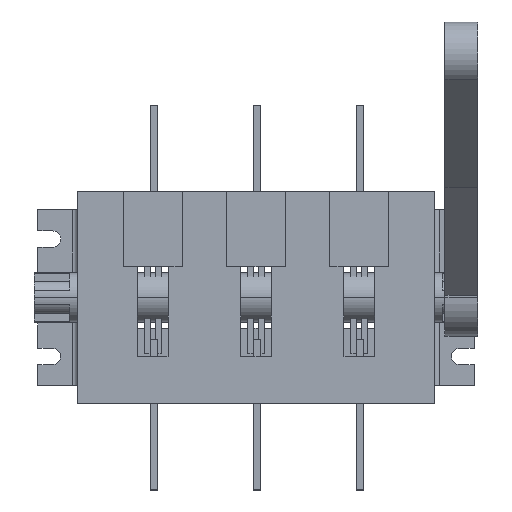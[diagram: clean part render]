
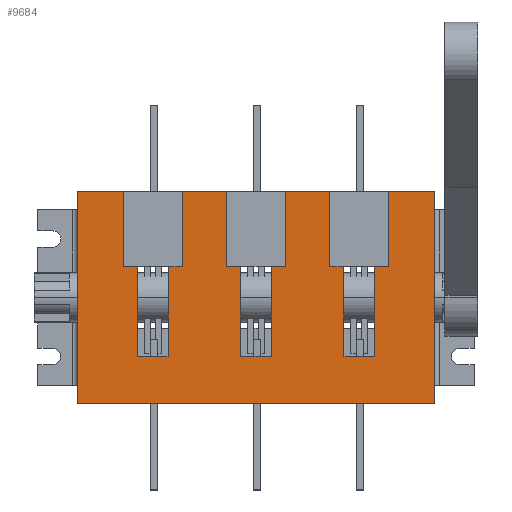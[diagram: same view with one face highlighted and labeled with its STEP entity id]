
A CAD part, top view. The second image highlights one B-rep face of the part: STEP entity #9684.
In plain terms, the highlighted planar face has unit normal (0, 0, 1).
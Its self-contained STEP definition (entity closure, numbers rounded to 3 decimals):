
#17 = VERTEX_POINT ( 'NONE', #5263 ) ;
#90 = DIRECTION ( 'NONE',  ( 0., 1., 0. ) ) ;
#140 = EDGE_CURVE ( 'NONE', #9390, #17, #2094, .T. ) ;
#268 = EDGE_CURVE ( 'NONE', #8375, #9390, #4273, .T. ) ;
#349 = LINE ( 'NONE', #2251, #3497 ) ;
#418 = EDGE_LOOP ( 'NONE', ( #5647, #2415, #3754, #5837 ) ) ;
#556 = CARTESIAN_POINT ( 'NONE',  ( 50.5, -20., 0. ) ) ;
#567 = VECTOR ( 'NONE', #2820, 1000. ) ;
#669 = EDGE_CURVE ( 'NONE', #17, #3195, #5078, .T. ) ;
#963 = EDGE_CURVE ( 'NONE', #4046, #1130, #5413, .T. ) ;
#1054 = VECTOR ( 'NONE', #9674, 1000. ) ;
#1113 = EDGE_CURVE ( 'NONE', #1130, #1508, #8530, .T. ) ;
#1121 = CARTESIAN_POINT ( 'NONE',  ( -6.5, -70., 0. ) ) ;
#1130 = VERTEX_POINT ( 'NONE', #7876 ) ;
#1144 = CARTESIAN_POINT ( 'NONE',  ( -50.5, -70., 0. ) ) ;
#1226 = CARTESIAN_POINT ( 'NONE',  ( 37.5, -20., 0. ) ) ;
#1269 = ORIENTED_EDGE ( 'NONE', *, *, #1385, .F. ) ;
#1385 = EDGE_CURVE ( 'NONE', #8010, #4355, #1658, .T. ) ;
#1508 = VERTEX_POINT ( 'NONE', #9802 ) ;
#1658 = LINE ( 'NONE', #1226, #567 ) ;
#1676 = DIRECTION ( 'NONE',  ( 1., 0., 0. ) ) ;
#1677 = CARTESIAN_POINT ( 'NONE',  ( -37.5, -70., 0. ) ) ;
#1706 = VERTEX_POINT ( 'NONE', #7350 ) ;
#1977 = DIRECTION ( 'NONE',  ( 1., 0., 0. ) ) ;
#2094 = LINE ( 'NONE', #7802, #6089 ) ;
#2198 = EDGE_CURVE ( 'NONE', #4355, #9731, #9963, .T. ) ;
#2199 = VECTOR ( 'NONE', #3349, 1000. ) ;
#2207 = EDGE_CURVE ( 'NONE', #6278, #4046, #3269, .T. ) ;
#2251 = CARTESIAN_POINT ( 'NONE',  ( -6.5, -70., 0. ) ) ;
#2378 = VECTOR ( 'NONE', #90, 1000. ) ;
#2415 = ORIENTED_EDGE ( 'NONE', *, *, #3643, .F. ) ;
#2473 = CARTESIAN_POINT ( 'NONE',  ( 6.5, -20., 0. ) ) ;
#2533 = CARTESIAN_POINT ( 'NONE',  ( -76., -90., 0. ) ) ;
#2547 = CARTESIAN_POINT ( 'NONE',  ( -50.5, -20., 0. ) ) ;
#2551 = ORIENTED_EDGE ( 'NONE', *, *, #2198, .F. ) ;
#2609 = LINE ( 'NONE', #2533, #6931 ) ;
#2688 = FACE_BOUND ( 'NONE', #3846, .T. ) ;
#2773 = ORIENTED_EDGE ( 'NONE', *, *, #268, .T. ) ;
#2820 = DIRECTION ( 'NONE',  ( -1., 0., 0. ) ) ;
#3044 = VECTOR ( 'NONE', #4836, 1000. ) ;
#3184 = EDGE_LOOP ( 'NONE', ( #2551, #1269, #8743, #5662 ) ) ;
#3195 = VERTEX_POINT ( 'NONE', #3456 ) ;
#3269 = LINE ( 'NONE', #6423, #3859 ) ;
#3305 = CARTESIAN_POINT ( 'NONE',  ( 37.5, -20., 0. ) ) ;
#3342 = LINE ( 'NONE', #8207, #6929 ) ;
#3349 = DIRECTION ( 'NONE',  ( 0., 1., 0. ) ) ;
#3456 = CARTESIAN_POINT ( 'NONE',  ( -76., -90., 0. ) ) ;
#3497 = VECTOR ( 'NONE', #7612, 1000. ) ;
#3643 = EDGE_CURVE ( 'NONE', #1508, #6278, #4793, .T. ) ;
#3750 = VECTOR ( 'NONE', #5669, 1000. ) ;
#3754 = ORIENTED_EDGE ( 'NONE', *, *, #1113, .F. ) ;
#3836 = CARTESIAN_POINT ( 'NONE',  ( -50.5, -20., 0. ) ) ;
#3846 = EDGE_LOOP ( 'NONE', ( #9686, #8619, #7993, #8269 ) ) ;
#3859 = VECTOR ( 'NONE', #6492, 1000. ) ;
#4029 = DIRECTION ( 'NONE',  ( 1., 0., 0. ) ) ;
#4046 = VERTEX_POINT ( 'NONE', #9837 ) ;
#4273 = LINE ( 'NONE', #8779, #2199 ) ;
#4291 = VERTEX_POINT ( 'NONE', #2473 ) ;
#4315 = VERTEX_POINT ( 'NONE', #9424 ) ;
#4355 = VERTEX_POINT ( 'NONE', #3305 ) ;
#4563 = VECTOR ( 'NONE', #7775, 1000. ) ;
#4739 = FACE_BOUND ( 'NONE', #418, .T. ) ;
#4793 = LINE ( 'NONE', #3836, #4563 ) ;
#4836 = DIRECTION ( 'NONE',  ( 0., -1., 0. ) ) ;
#4918 = CARTESIAN_POINT ( 'NONE',  ( 6.5, -70., 0. ) ) ;
#4929 = VECTOR ( 'NONE', #5939, 1000. ) ;
#5018 = EDGE_CURVE ( 'NONE', #9731, #4315, #3342, .T. ) ;
#5078 = LINE ( 'NONE', #8567, #3044 ) ;
#5199 = CARTESIAN_POINT ( 'NONE',  ( -6.5, -20., 0. ) ) ;
#5263 = CARTESIAN_POINT ( 'NONE',  ( -76., 0., 0. ) ) ;
#5413 = LINE ( 'NONE', #1144, #7225 ) ;
#5647 = ORIENTED_EDGE ( 'NONE', *, *, #2207, .F. ) ;
#5662 = ORIENTED_EDGE ( 'NONE', *, *, #5018, .F. ) ;
#5669 = DIRECTION ( 'NONE',  ( 0., -1., 0. ) ) ;
#5761 = CARTESIAN_POINT ( 'NONE',  ( 6.5, -70., 0. ) ) ;
#5803 = EDGE_CURVE ( 'NONE', #4291, #1706, #6483, .T. ) ;
#5823 = FACE_BOUND ( 'NONE', #3184, .T. ) ;
#5837 = ORIENTED_EDGE ( 'NONE', *, *, #963, .F. ) ;
#5856 = CARTESIAN_POINT ( 'NONE',  ( 76., 0., 0. ) ) ;
#5939 = DIRECTION ( 'NONE',  ( -1., 0., 0. ) ) ;
#6077 = DIRECTION ( 'NONE',  ( 0., 0., 1. ) ) ;
#6089 = VECTOR ( 'NONE', #6225, 1000. ) ;
#6111 = CARTESIAN_POINT ( 'NONE',  ( -6.5, -70., 0. ) ) ;
#6225 = DIRECTION ( 'NONE',  ( -1., 0., 0. ) ) ;
#6278 = VERTEX_POINT ( 'NONE', #2547 ) ;
#6423 = CARTESIAN_POINT ( 'NONE',  ( -50.5, -70., 0. ) ) ;
#6483 = LINE ( 'NONE', #5199, #4929 ) ;
#6492 = DIRECTION ( 'NONE',  ( 0., -1., 0. ) ) ;
#6523 = FACE_OUTER_BOUND ( 'NONE', #8862, .T. ) ;
#6767 = ORIENTED_EDGE ( 'NONE', *, *, #8435, .T. ) ;
#6776 = CARTESIAN_POINT ( 'NONE',  ( 76., -90., 0. ) ) ;
#6796 = PLANE ( 'NONE',  #7578 ) ;
#6871 = DIRECTION ( 'NONE',  ( 0., -1., 0. ) ) ;
#6929 = VECTOR ( 'NONE', #1977, 1000. ) ;
#6931 = VECTOR ( 'NONE', #4029, 1000. ) ;
#7142 = DIRECTION ( 'NONE',  ( 0., 1., 0. ) ) ;
#7225 = VECTOR ( 'NONE', #8203, 1000. ) ;
#7284 = VECTOR ( 'NONE', #7142, 1000. ) ;
#7350 = CARTESIAN_POINT ( 'NONE',  ( -6.5, -20., 0. ) ) ;
#7365 = EDGE_CURVE ( 'NONE', #9375, #9915, #349, .T. ) ;
#7578 = AXIS2_PLACEMENT_3D ( 'NONE', #9875, #6077, #1676 ) ;
#7612 = DIRECTION ( 'NONE',  ( 1., 0., 0. ) ) ;
#7762 = LINE ( 'NONE', #4918, #7284 ) ;
#7775 = DIRECTION ( 'NONE',  ( -1., 0., 0. ) ) ;
#7802 = CARTESIAN_POINT ( 'NONE',  ( -76., 0., 0. ) ) ;
#7876 = CARTESIAN_POINT ( 'NONE',  ( -37.5, -70., 0. ) ) ;
#7890 = EDGE_CURVE ( 'NONE', #4315, #8010, #9842, .T. ) ;
#7993 = ORIENTED_EDGE ( 'NONE', *, *, #8949, .F. ) ;
#8010 = VERTEX_POINT ( 'NONE', #556 ) ;
#8026 = CARTESIAN_POINT ( 'NONE',  ( 37.5, -70., 0. ) ) ;
#8203 = DIRECTION ( 'NONE',  ( 1., 0., 0. ) ) ;
#8207 = CARTESIAN_POINT ( 'NONE',  ( 37.5, -70., 0. ) ) ;
#8269 = ORIENTED_EDGE ( 'NONE', *, *, #7365, .F. ) ;
#8361 = EDGE_CURVE ( 'NONE', #1706, #9375, #8976, .T. ) ;
#8375 = VERTEX_POINT ( 'NONE', #6776 ) ;
#8435 = EDGE_CURVE ( 'NONE', #3195, #8375, #2609, .T. ) ;
#8481 = CARTESIAN_POINT ( 'NONE',  ( 37.5, -70., 0. ) ) ;
#8530 = LINE ( 'NONE', #1677, #2378 ) ;
#8567 = CARTESIAN_POINT ( 'NONE',  ( -76., 0., 0. ) ) ;
#8619 = ORIENTED_EDGE ( 'NONE', *, *, #5803, .F. ) ;
#8721 = CARTESIAN_POINT ( 'NONE',  ( 50.5, -70., 0. ) ) ;
#8743 = ORIENTED_EDGE ( 'NONE', *, *, #7890, .F. ) ;
#8756 = VECTOR ( 'NONE', #6871, 1000. ) ;
#8779 = CARTESIAN_POINT ( 'NONE',  ( 76., 0., 0. ) ) ;
#8862 = EDGE_LOOP ( 'NONE', ( #9008, #6767, #2773, #9155 ) ) ;
#8949 = EDGE_CURVE ( 'NONE', #9915, #4291, #7762, .T. ) ;
#8976 = LINE ( 'NONE', #6111, #8756 ) ;
#9008 = ORIENTED_EDGE ( 'NONE', *, *, #669, .T. ) ;
#9155 = ORIENTED_EDGE ( 'NONE', *, *, #140, .T. ) ;
#9375 = VERTEX_POINT ( 'NONE', #1121 ) ;
#9390 = VERTEX_POINT ( 'NONE', #5856 ) ;
#9424 = CARTESIAN_POINT ( 'NONE',  ( 50.5, -70., 0. ) ) ;
#9674 = DIRECTION ( 'NONE',  ( 0., 1., 0. ) ) ;
#9684 = ADVANCED_FACE ( 'NONE', ( #5823, #4739, #2688, #6523 ), #6796, .T. ) ;
#9686 = ORIENTED_EDGE ( 'NONE', *, *, #8361, .F. ) ;
#9731 = VERTEX_POINT ( 'NONE', #8481 ) ;
#9802 = CARTESIAN_POINT ( 'NONE',  ( -37.5, -20., 0. ) ) ;
#9837 = CARTESIAN_POINT ( 'NONE',  ( -50.5, -70., 0. ) ) ;
#9842 = LINE ( 'NONE', #8721, #1054 ) ;
#9875 = CARTESIAN_POINT ( 'NONE',  ( 0., 0., 0. ) ) ;
#9915 = VERTEX_POINT ( 'NONE', #5761 ) ;
#9963 = LINE ( 'NONE', #8026, #3750 ) ;
